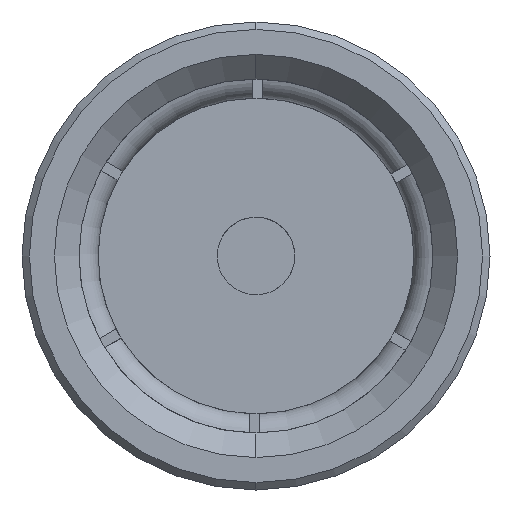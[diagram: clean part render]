
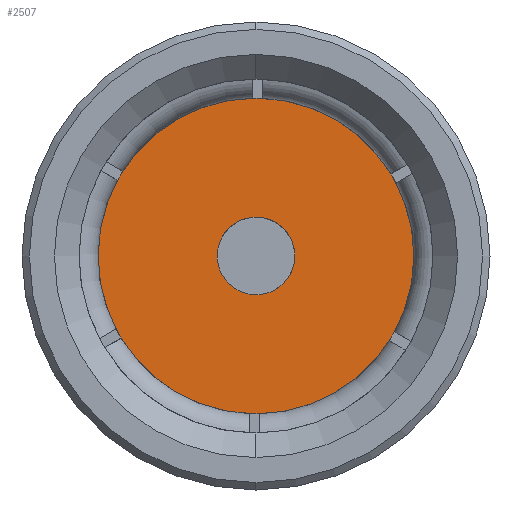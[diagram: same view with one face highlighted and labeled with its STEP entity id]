
A CAD part, left-side view. The second image highlights one B-rep face of the part: STEP entity #2507.
In plain terms, the highlighted planar face has unit normal (-1, 0, 0).
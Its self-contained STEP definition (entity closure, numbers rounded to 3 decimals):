
#139 = AXIS2_PLACEMENT_3D ( 'NONE', #2218, #2499, #1775 ) ;
#329 = AXIS2_PLACEMENT_3D ( 'NONE', #1351, #413, #1601 ) ;
#413 = DIRECTION ( 'NONE',  ( -1., 0., 0. ) ) ;
#561 = ORIENTED_EDGE ( 'NONE', *, *, #2198, .F. ) ;
#1083 = PLANE ( 'NONE',  #329 ) ;
#1132 = DIRECTION ( 'NONE',  ( 0., 0., 1. ) ) ;
#1317 = EDGE_CURVE ( 'NONE', #2161, #2156, #2889, .T. ) ;
#1351 = CARTESIAN_POINT ( 'NONE',  ( -5.602, 0., -2.413 ) ) ;
#1460 = CIRCLE ( 'NONE', #2930, 1.825 ) ;
#1472 = ORIENTED_EDGE ( 'NONE', *, *, #1317, .F. ) ;
#1601 = DIRECTION ( 'NONE',  ( 0., 0., 1. ) ) ;
#1770 = CARTESIAN_POINT ( 'NONE',  ( -5.602, 0., -1.825 ) ) ;
#1775 = DIRECTION ( 'NONE',  ( 0., 0., 1. ) ) ;
#1839 = EDGE_LOOP ( 'NONE', ( #561, #1472 ) ) ;
#2036 = DIRECTION ( 'NONE',  ( 1., 0., 0. ) ) ;
#2156 = VERTEX_POINT ( 'NONE', #2945 ) ;
#2161 = VERTEX_POINT ( 'NONE', #1770 ) ;
#2198 = EDGE_CURVE ( 'NONE', #2156, #2161, #1460, .T. ) ;
#2218 = CARTESIAN_POINT ( 'NONE',  ( -5.602, 0., 0. ) ) ;
#2486 = CARTESIAN_POINT ( 'NONE',  ( -5.602, 0., 0. ) ) ;
#2499 = DIRECTION ( 'NONE',  ( 1., 0., 0. ) ) ;
#2507 = ADVANCED_FACE ( 'NONE', ( #2510 ), #1083, .T. ) ;
#2510 = FACE_OUTER_BOUND ( 'NONE', #1839, .T. ) ;
#2889 = CIRCLE ( 'NONE', #139, 1.825 ) ;
#2930 = AXIS2_PLACEMENT_3D ( 'NONE', #2486, #2036, #1132 ) ;
#2945 = CARTESIAN_POINT ( 'NONE',  ( -5.602, 0., 1.825 ) ) ;
